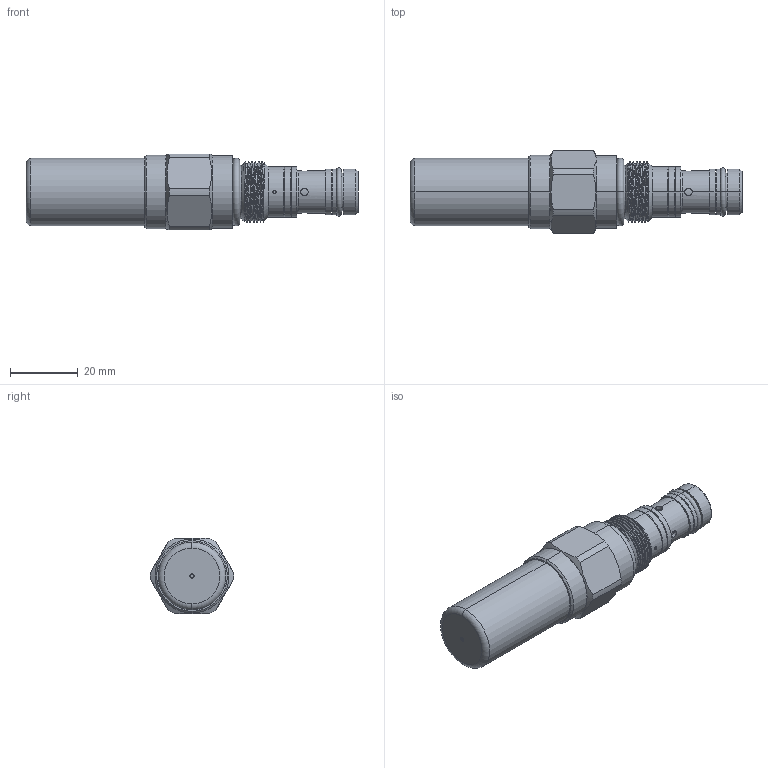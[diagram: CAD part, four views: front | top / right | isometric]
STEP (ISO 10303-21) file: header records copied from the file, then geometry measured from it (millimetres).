
FILE_DESCRIPTION (( 'STEP AP203' ), '1' );
FILE_NAME ('CA18MS3D-C.STEP', '2024-05-22T01:21:40', ( '' ), ( '' ), 'SwSTEP 2.0', 'SolidWorks 2018', '' );
FILE_SCHEMA (( 'CONFIG_CONTROL_DESIGN' ));
Length unit declared in the file: millimetre
Products named in the file (1): CA18MS3D-C
Bounding box: 97.88 x 24.59 x 22.22 mm (x, y, z)
Volume: 27545.6 mm3; surface area: 7191.3 mm2
Topology: 1 solids, 1 shells, 128 faces, 292 edges, 187 vertices
Faces by surface type: cylinder 74, plane 26, cone 17, torus 8, bspline 3
Entity records: 5567 total; most frequent: CARTESIAN_POINT 2678, DIRECTION 587, ORIENTED_EDGE 584, EDGE_CURVE 292, AXIS2_PLACEMENT_3D 247, VERTEX_POINT 187, EDGE_LOOP 149, ADVANCED_FACE 128
